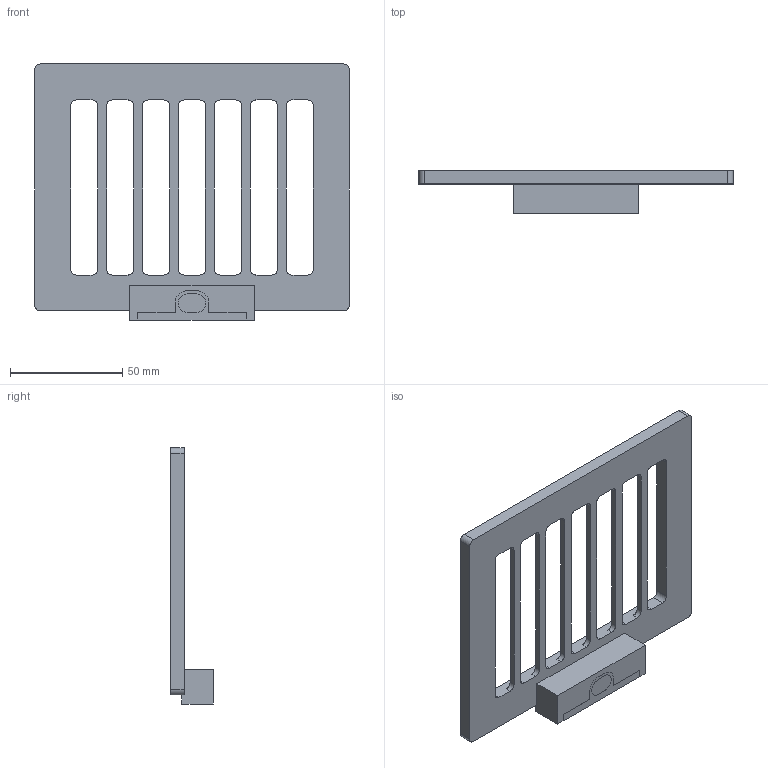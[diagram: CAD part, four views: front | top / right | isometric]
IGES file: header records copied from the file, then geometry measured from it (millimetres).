
Start section:  PTC IGES file: 28500.igs
Global section: file name: 28500.igs; native system: Creo Parametric by PTC Inc.; preprocessor: 2018400; author: jinson.thomas; organization: Unknown; date: 20220214.143911; units: inch
Bounding box: 140 x 19.01 x 114.02 mm (x, y, z)
Volume: 57949.8 mm3; surface area: 27390.2 mm2
Topology: 1 solids, 1 shells, 81 faces, 252 edges, 168 vertices
Faces by surface type: bspline 45, revolution 36
